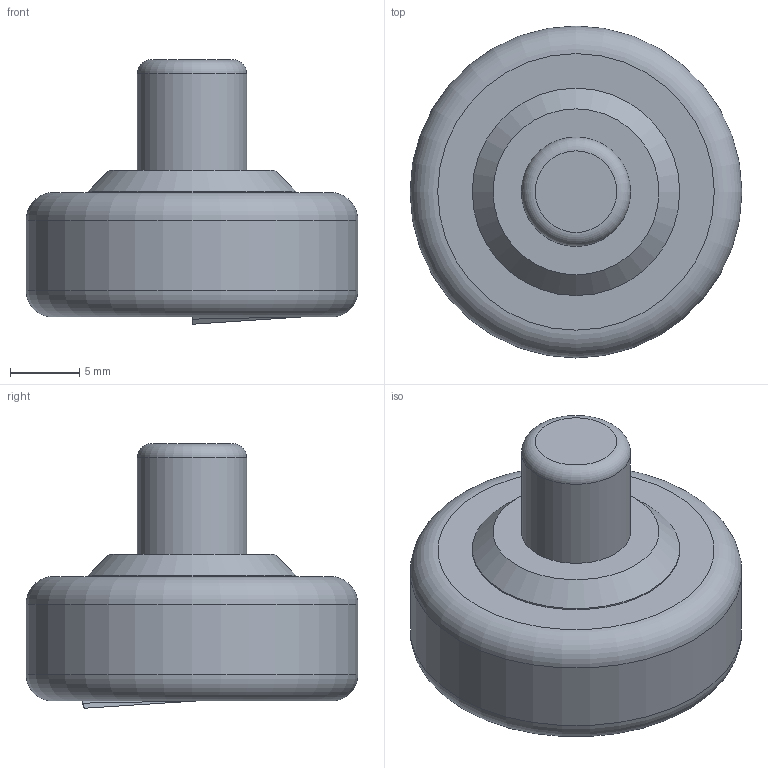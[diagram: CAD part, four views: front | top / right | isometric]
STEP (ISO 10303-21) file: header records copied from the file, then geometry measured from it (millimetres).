
FILE_DESCRIPTION(('FreeCAD Model'),'2;1');
FILE_NAME('Open CASCADE Shape Model','2026-03-20T00:36:18',('Author'),( ''),'Open CASCADE STEP processor 7.8','FreeCAD','Unknown');
FILE_SCHEMA(('AUTOMOTIVE_DESIGN { 1 0 10303 214 1 1 1 1 }'));
Length unit declared in the file: millimetre
Products named in the file (1): EiAndockerRechtsORing16x2
Bounding box: 24 x 24 x 19.13 mm (x, y, z)
Volume: 4031.3 mm3; surface area: 2715.5 mm2
Topology: 1 solids, 1 shells, 15 faces, 26 edges, 16 vertices
Faces by surface type: torus 5, plane 5, cylinder 3, cone 1, revolution 1
Full cylindrical faces by diameter (mm): 7.9 x1, 15 x1, 24 x1
Entity records: 561 total; most frequent: CARTESIAN_POINT 225, DIRECTION 79, ORIENTED_EDGE 52, AXIS2_PLACEMENT_3D 37, EDGE_CURVE 26, FACE_BOUND 19, EDGE_LOOP 19, CIRCLE 19
